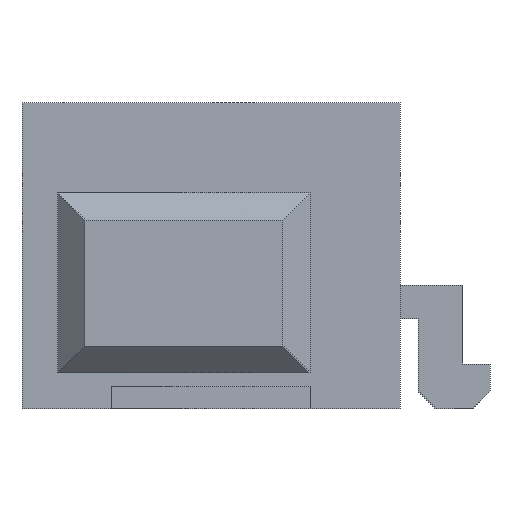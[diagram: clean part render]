
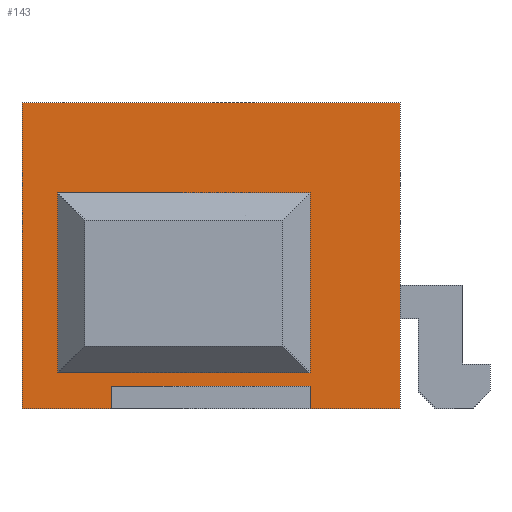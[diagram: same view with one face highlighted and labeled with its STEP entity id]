
A CAD part, front view. The second image highlights one B-rep face of the part: STEP entity #143.
In plain terms, the highlighted planar face has unit normal (0, -1, 0).
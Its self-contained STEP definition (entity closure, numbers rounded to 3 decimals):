
#13=DIRECTION('',(0.,0.,1.));
#14=DIRECTION('',(1.,0.,0.));
#69=VERTEX_POINT('',#70);
#70=CARTESIAN_POINT('',(-1.7,-10.25,2.4));
#74=DIRECTION('',(0.,1.,0.));
#80=VECTOR('',#14,1.);
#83=VERTEX_POINT('',#84);
#84=CARTESIAN_POINT('',(1.1,-10.25,2.4));
#87=ORIENTED_EDGE('',*,*,#88,.F.);
#88=EDGE_CURVE('',#69,#83,#89,.T.);
#89=LINE('',#90,#80);
#90=CARTESIAN_POINT('',(-1.9,-10.25,2.4));
#101=VECTOR('',#13,1.);
#104=VERTEX_POINT('',#105);
#105=CARTESIAN_POINT('',(-1.7,-10.25,0.4));
#109=EDGE_CURVE('',#69,#104,#110,.T.);
#110=LINE('',#111,#112);
#111=CARTESIAN_POINT('',(-1.7,-10.25,0.2));
#112=VECTOR('',#113,1.);
#113=DIRECTION('',(0.,0.,-1.));
#143=ADVANCED_FACE('',(#144,#166),#179,.F.);
#144=FACE_BOUND('',#145,.F.);
#145=EDGE_LOOP('',(#146,#153,#158,#163));
#146=ORIENTED_EDGE('',*,*,#147,.F.);
#147=EDGE_CURVE('',#148,#150,#152,.T.);
#148=VERTEX_POINT('',#149);
#149=CARTESIAN_POINT('',(-2.1,-10.25,0.));
#150=VERTEX_POINT('',#151);
#151=CARTESIAN_POINT('',(2.1,-10.25,0.));
#152=LINE('',#149,#80);
#153=ORIENTED_EDGE('',*,*,#154,.T.);
#154=EDGE_CURVE('',#148,#155,#157,.T.);
#155=VERTEX_POINT('',#156);
#156=CARTESIAN_POINT('',(-2.1,-10.25,3.4));
#157=LINE('',#149,#101);
#158=ORIENTED_EDGE('',*,*,#159,.T.);
#159=EDGE_CURVE('',#155,#160,#162,.T.);
#160=VERTEX_POINT('',#161);
#161=CARTESIAN_POINT('',(2.1,-10.25,3.4));
#162=LINE('',#156,#80);
#163=ORIENTED_EDGE('',*,*,#164,.F.);
#164=EDGE_CURVE('',#150,#160,#165,.T.);
#165=LINE('',#151,#101);
#166=FACE_BOUND('',#167,.F.);
#167=EDGE_LOOP('',(#87,#168,#169,#175));
#168=ORIENTED_EDGE('',*,*,#109,.T.);
#169=ORIENTED_EDGE('',*,*,#170,.T.);
#170=EDGE_CURVE('',#104,#171,#173,.T.);
#171=VERTEX_POINT('',#172);
#172=CARTESIAN_POINT('',(1.1,-10.25,0.4));
#173=LINE('',#174,#80);
#174=CARTESIAN_POINT('',(-1.9,-10.25,0.4));
#175=ORIENTED_EDGE('',*,*,#176,.F.);
#176=EDGE_CURVE('',#83,#171,#177,.T.);
#177=LINE('',#178,#112);
#178=CARTESIAN_POINT('',(1.1,-10.25,0.2));
#179=PLANE('',#180);
#180=AXIS2_PLACEMENT_3D('',#149,#74,#13);
